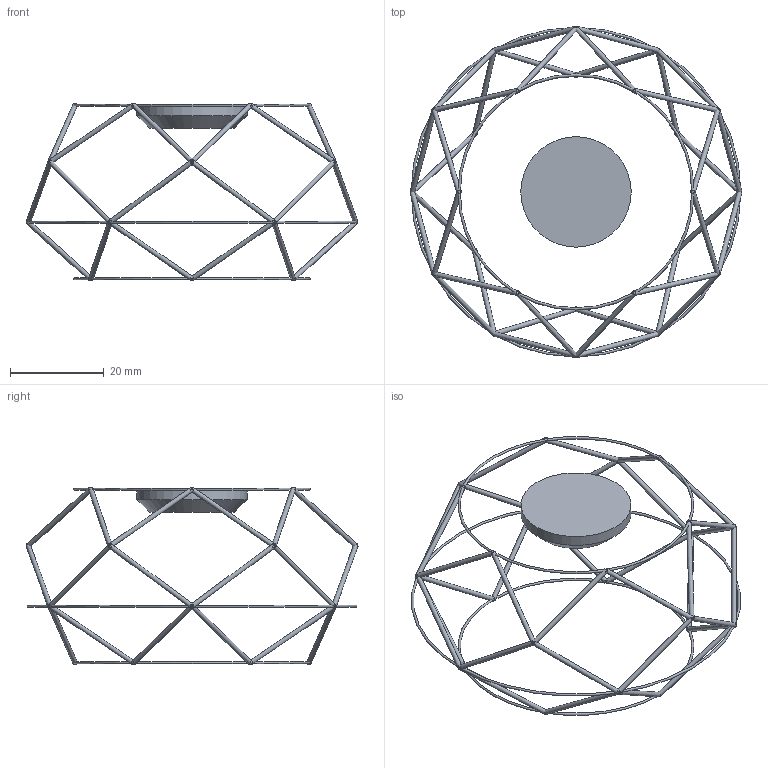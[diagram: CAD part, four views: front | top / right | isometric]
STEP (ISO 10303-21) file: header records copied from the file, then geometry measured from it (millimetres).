
FILE_DESCRIPTION(/* description */ (''),/* implementation_level */ '2;1');
FILE_NAME(/* name */ 'euclide_700_PLAFONE.stp',/* time_stamp */ '2023-02-07T16:35:52+01:00',/* author */ (''),/* organization */ (''),/* preprocessor_version */ 'ST-DEVELOPER v15',/* originating_system */ 'SIEMENS PLM Software NX 9.0',/* authorisation */ '');
FILE_SCHEMA (('AP203_CONFIGURATION_CONTROLLED_3D_DESIGN_OF_MECHANICAL_PARTS_AND_ASSEMBLIES_MIM_LF { 1 0 10303 403 2 1 2}'));
Length unit declared in the file: millimetre
Products named in the file (1): Gera194CEC76pdr8
Bounding box: 70.98 x 70.98 x 37.93 mm (x, y, z)
Volume: 2665.4 mm3; surface area: 4506.1 mm2
Topology: 40 solids, 40 shells, 115 faces, 119 edges, 78 vertices
Faces by surface type: plane 74, cylinder 37, torus 3, cone 1
Full cylindrical faces by diameter (mm): 1 x36, 23.6 x1
Entity records: 1930 total; most frequent: DIRECTION 382, CARTESIAN_POINT 269, AXIS2_PLACEMENT_3D 191, EDGE_LOOP 150, ORIENTED_EDGE 150, ADVANCED_FACE 115, FACE_BOUND 79, VERTEX_POINT 78
